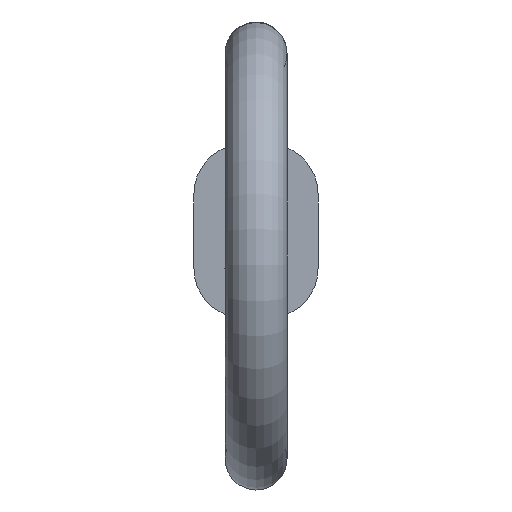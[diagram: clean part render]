
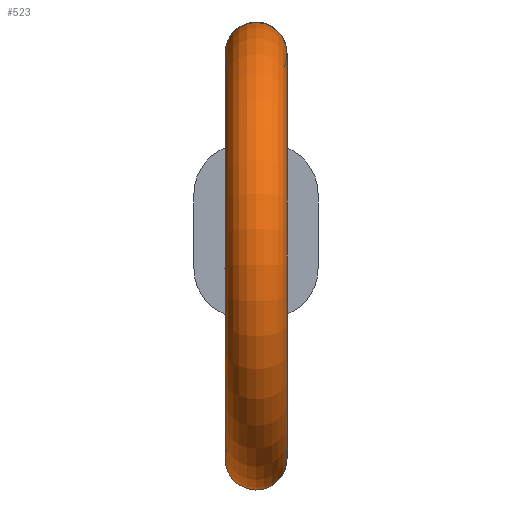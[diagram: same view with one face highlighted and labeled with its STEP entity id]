
A CAD part, left-side view. The second image highlights one B-rep face of the part: STEP entity #523.
In plain terms, the highlighted toroidal (fillet/blend) face has major radius 8.177 mm and minor radius 1.25 mm.
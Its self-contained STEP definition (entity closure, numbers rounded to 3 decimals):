
#16=TOROIDAL_SURFACE('',#594,8.177,1.25);
#107=FACE_BOUND('',#179,.T.);
#135=FACE_OUTER_BOUND('',#178,.T.);
#178=EDGE_LOOP('',(#422));
#179=EDGE_LOOP('',(#423));
#226=CIRCLE('',#593,1.25);
#227=CIRCLE('',#595,1.25);
#268=VERTEX_POINT('',#874);
#269=VERTEX_POINT('',#877);
#326=EDGE_CURVE('',#268,#268,#226,.T.);
#327=EDGE_CURVE('',#269,#269,#227,.T.);
#422=ORIENTED_EDGE('',*,*,#326,.T.);
#423=ORIENTED_EDGE('',*,*,#327,.F.);
#523=ADVANCED_FACE('',(#135,#107),#16,.T.);
#593=AXIS2_PLACEMENT_3D('',#875,#710,#711);
#594=AXIS2_PLACEMENT_3D('',#876,#712,#713);
#595=AXIS2_PLACEMENT_3D('',#878,#714,#715);
#710=DIRECTION('center_axis',(-0.851,0.,0.525));
#711=DIRECTION('ref_axis',(-0.525,0.,-0.851));
#712=DIRECTION('center_axis',(0.,-1.,0.));
#713=DIRECTION('ref_axis',(0.,0.,-1.));
#714=DIRECTION('center_axis',(0.743,0.,0.669));
#715=DIRECTION('ref_axis',(-0.669,0.,0.743));
#874=CARTESIAN_POINT('',(-645.048,0.,8.521));
#875=CARTESIAN_POINT('Origin',(-645.704,0.,7.457));
#876=CARTESIAN_POINT('Origin',(-650.,0.,0.5));
#877=CARTESIAN_POINT('',(-643.693,0.,-6.506));
#878=CARTESIAN_POINT('Origin',(-644.529,0.,-5.577));
